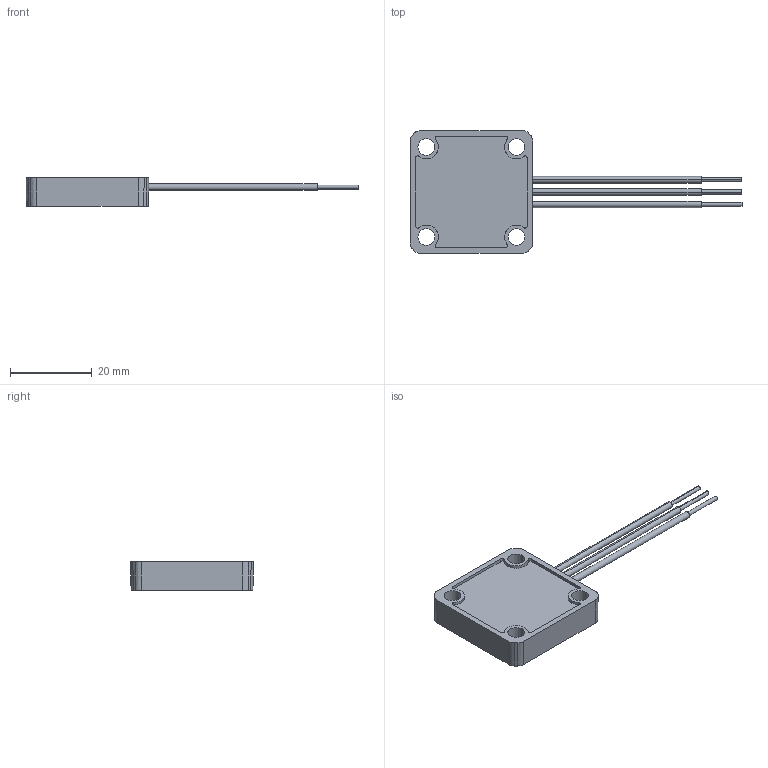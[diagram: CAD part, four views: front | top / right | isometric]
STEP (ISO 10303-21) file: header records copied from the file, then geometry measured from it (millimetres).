
FILE_DESCRIPTION (( 'STEP AP214' ), '1' );
FILE_NAME ('517919.STEP', '2011-11-17T08:54:59', ( 'dummy' ), ( 'Microsoft' ), 'SwSTEP 2.0', 'SolidWorks 2010', '' );
FILE_SCHEMA (( 'AUTOMOTIVE_DESIGN' ));
Length unit declared in the file: millimetre
Products named in the file (1): 517919
Bounding box: 81.08 x 30 x 7 mm (x, y, z)
Surface area: 4245.2 mm2 (no closed solid volume)
Topology: 0 solids, 8 shells, 63 faces, 208 edges, 154 vertices
Faces by surface type: cylinder 20, plane 17, bspline 16, cone 10
Entity records: 3449 total; most frequent: CARTESIAN_POINT 1094, ORIENTED_EDGE 340, DIRECTION 296, EDGE_CURVE 208, VERTEX_POINT 154, AXIS2_PLACEMENT_3D 124, B_SPLINE_CURVE_WITH_KNOTS 80, CIRCLE 76
